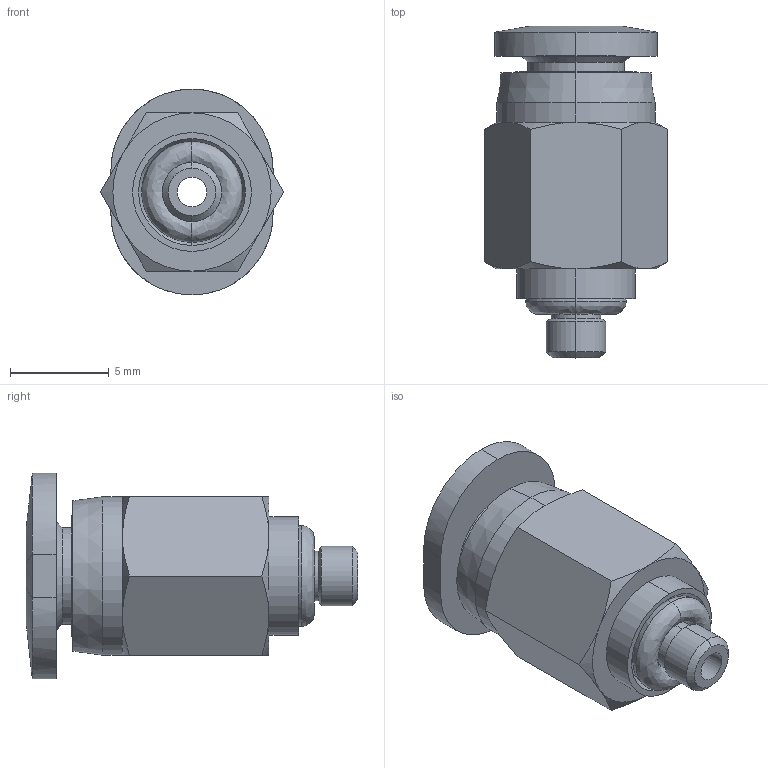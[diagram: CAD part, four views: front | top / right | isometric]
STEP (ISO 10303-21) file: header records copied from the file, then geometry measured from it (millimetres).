
FILE_DESCRIPTION (( 'STEP AP214' ), '1' );
FILE_NAME ('MS532-M3.step', '2018-07-23T13:07:10', ( '' ), ( '' ), 'SwSTEP 2.0', 'SolidWorks 2017', '' );
FILE_SCHEMA (( 'AUTOMOTIVE_DESIGN' ));
Length unit declared in the file: inch
Products named in the file (1): MS532-M3
Bounding box: 9.24 x 16.77 x 10.4 mm (x, y, z)
Volume: 544.2 mm3; surface area: 807 mm2
Topology: 2 solids, 2 shells, 73 faces, 155 edges, 92 vertices
Faces by surface type: cone 22, cylinder 21, plane 18, bspline 12
Entity records: 2621 total; most frequent: CARTESIAN_POINT 1049, DIRECTION 317, ORIENTED_EDGE 310, EDGE_CURVE 155, AXIS2_PLACEMENT_3D 135, VERTEX_POINT 92, EDGE_LOOP 83, FACE_OUTER_BOUND 73
